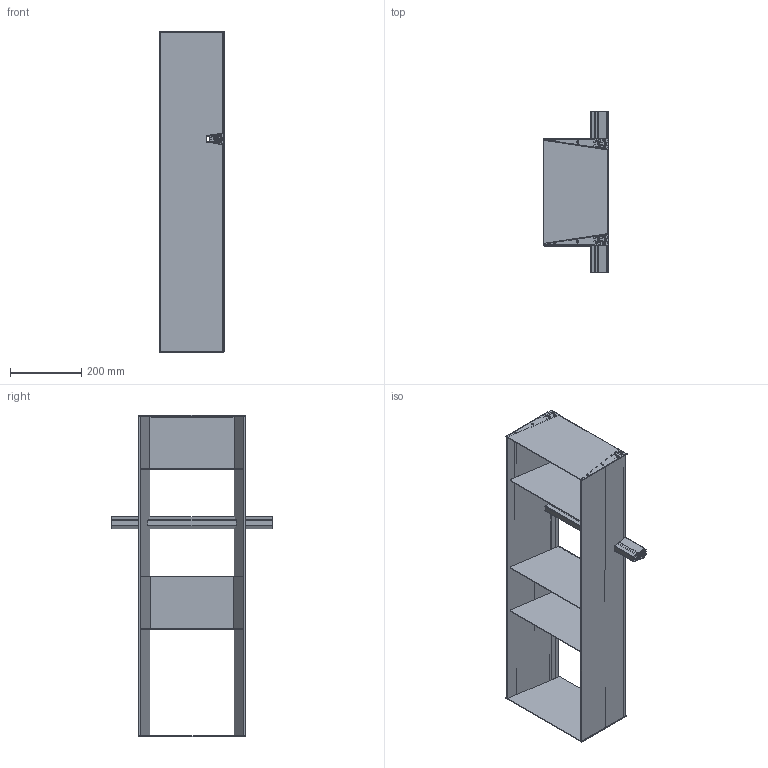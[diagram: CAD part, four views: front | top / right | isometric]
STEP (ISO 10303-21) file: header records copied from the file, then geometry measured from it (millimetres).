
FILE_DESCRIPTION(('STEP AP242'),'1');
FILE_NAME('8041218 transFORM Aufsatzregal 900.STP','2023-10-27T06:49:24',(' '),(' '),'Spatial InterOp 3D',' ',' ');
FILE_SCHEMA(('AP242_MANAGED_MODEL_BASED_3D_ENGINEERING_MIM_LF {1 0 10303 442 1 1 4}'));
Length unit declared in the file: millimetre
Products named in the file (22): 8041218 transFORM Aufsatzregal 900; ASSEM1
Assembly tree (21 placements, depth 2):
  8041218 transFORM Aufsatzregal 900
    ASSEM1
    (unnamed)
    (unnamed)
    (unnamed)
    (unnamed)
    (unnamed)
    (unnamed)
    (unnamed)
    (unnamed)
    (unnamed)
    (unnamed)
    (unnamed)
    (unnamed)
    (unnamed)
    (unnamed)
    (unnamed)
    (unnamed)
    (unnamed)
    (unnamed)
    (unnamed)
    (unnamed)
Bounding box: 180.5 x 450 x 900 mm (x, y, z)
Volume: 3015807.5 mm3; surface area: 2934476.6 mm2
Topology: 21 solids, 21 shells, 1395 faces, 4013 edges, 2660 vertices
Faces by surface type: cylinder 720, plane 621, cone 48, bspline 6
Entity records: 46904 total; most frequent: DIRECTION 8345, CARTESIAN_POINT 8198, ORIENTED_EDGE 8026, EDGE_CURVE 4013, AXIS2_PLACEMENT_3D 2935, VERTEX_POINT 2660, LINE 2475, VECTOR 2475
